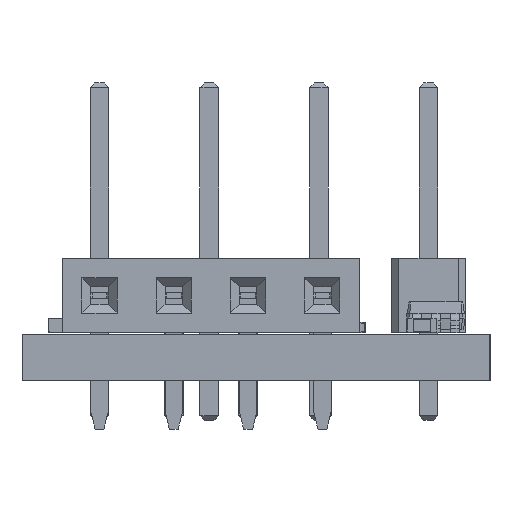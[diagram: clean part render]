
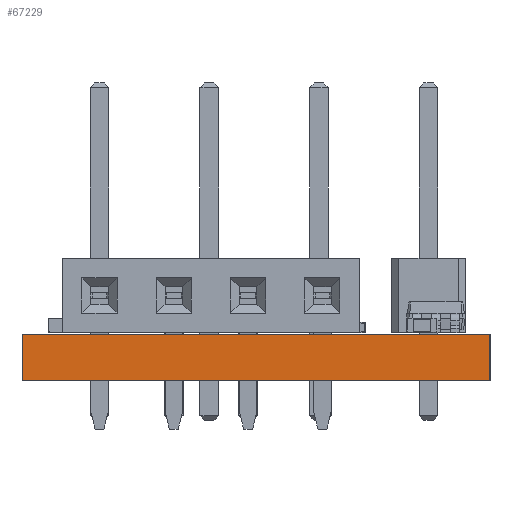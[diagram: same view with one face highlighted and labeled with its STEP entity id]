
A CAD part, left-side view. The second image highlights one B-rep face of the part: STEP entity #67229.
In plain terms, the highlighted planar face has unit normal (-1, 0, 0).
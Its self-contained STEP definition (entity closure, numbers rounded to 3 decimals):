
#67048 = PLANE('',#67049);
#67049 = AXIS2_PLACEMENT_3D('',#67050,#67051,#67052);
#67050 = CARTESIAN_POINT('',(68.,-35.5,0.));
#67051 = DIRECTION('',(0.,-1.,0.));
#67052 = DIRECTION('',(-1.,0.,0.));
#67073 = VERTEX_POINT('',#67074);
#67074 = CARTESIAN_POINT('',(20.,-35.5,1.6));
#67088 = PLANE('',#67089);
#67089 = AXIS2_PLACEMENT_3D('',#67090,#67091,#67092);
#67090 = CARTESIAN_POINT('',(44.,-27.5,1.6));
#67091 = DIRECTION('',(-0.,-0.,-1.));
#67092 = DIRECTION('',(-1.,0.,0.));
#67100 = EDGE_CURVE('',#67101,#67073,#67103,.T.);
#67101 = VERTEX_POINT('',#67102);
#67102 = CARTESIAN_POINT('',(20.,-35.5,0.));
#67103 = SURFACE_CURVE('',#67104,(#67108,#67115),.PCURVE_S1.);
#67104 = LINE('',#67105,#67106);
#67105 = CARTESIAN_POINT('',(20.,-35.5,0.));
#67106 = VECTOR('',#67107,1.);
#67107 = DIRECTION('',(0.,0.,1.));
#67108 = PCURVE('',#67048,#67109);
#67109 = DEFINITIONAL_REPRESENTATION('',(#67110),#67114);
#67110 = LINE('',#67111,#67112);
#67111 = CARTESIAN_POINT('',(48.,0.));
#67112 = VECTOR('',#67113,1.);
#67113 = DIRECTION('',(0.,-1.));
#67114 = ( GEOMETRIC_REPRESENTATION_CONTEXT(2) 
PARAMETRIC_REPRESENTATION_CONTEXT() REPRESENTATION_CONTEXT('2D SPACE',''
  ) );
#67115 = PCURVE('',#67116,#67121);
#67116 = PLANE('',#67117);
#67117 = AXIS2_PLACEMENT_3D('',#67118,#67119,#67120);
#67118 = CARTESIAN_POINT('',(20.,-35.5,0.));
#67119 = DIRECTION('',(-1.,0.,0.));
#67120 = DIRECTION('',(0.,1.,0.));
#67121 = DEFINITIONAL_REPRESENTATION('',(#67122),#67126);
#67122 = LINE('',#67123,#67124);
#67123 = CARTESIAN_POINT('',(0.,0.));
#67124 = VECTOR('',#67125,1.);
#67125 = DIRECTION('',(0.,-1.));
#67126 = ( GEOMETRIC_REPRESENTATION_CONTEXT(2) 
PARAMETRIC_REPRESENTATION_CONTEXT() REPRESENTATION_CONTEXT('2D SPACE',''
  ) );
#67142 = PLANE('',#67143);
#67143 = AXIS2_PLACEMENT_3D('',#67144,#67145,#67146);
#67144 = CARTESIAN_POINT('',(44.,-27.5,0.));
#67145 = DIRECTION('',(-0.,-0.,-1.));
#67146 = DIRECTION('',(-1.,0.,0.));
#67175 = PLANE('',#67176);
#67176 = AXIS2_PLACEMENT_3D('',#67177,#67178,#67179);
#67177 = CARTESIAN_POINT('',(20.,-19.5,0.));
#67178 = DIRECTION('',(0.,1.,0.));
#67179 = DIRECTION('',(1.,0.,0.));
#67229 = ADVANCED_FACE('',(#67230),#67116,.T.);
#67230 = FACE_BOUND('',#67231,.T.);
#67231 = EDGE_LOOP('',(#67232,#67233,#67256,#67279));
#67232 = ORIENTED_EDGE('',*,*,#67100,.T.);
#67233 = ORIENTED_EDGE('',*,*,#67234,.T.);
#67234 = EDGE_CURVE('',#67073,#67235,#67237,.T.);
#67235 = VERTEX_POINT('',#67236);
#67236 = CARTESIAN_POINT('',(20.,-19.5,1.6));
#67237 = SURFACE_CURVE('',#67238,(#67242,#67249),.PCURVE_S1.);
#67238 = LINE('',#67239,#67240);
#67239 = CARTESIAN_POINT('',(20.,-35.5,1.6));
#67240 = VECTOR('',#67241,1.);
#67241 = DIRECTION('',(0.,1.,0.));
#67242 = PCURVE('',#67116,#67243);
#67243 = DEFINITIONAL_REPRESENTATION('',(#67244),#67248);
#67244 = LINE('',#67245,#67246);
#67245 = CARTESIAN_POINT('',(0.,-1.6));
#67246 = VECTOR('',#67247,1.);
#67247 = DIRECTION('',(1.,0.));
#67248 = ( GEOMETRIC_REPRESENTATION_CONTEXT(2) 
PARAMETRIC_REPRESENTATION_CONTEXT() REPRESENTATION_CONTEXT('2D SPACE',''
  ) );
#67249 = PCURVE('',#67088,#67250);
#67250 = DEFINITIONAL_REPRESENTATION('',(#67251),#67255);
#67251 = LINE('',#67252,#67253);
#67252 = CARTESIAN_POINT('',(24.,-8.));
#67253 = VECTOR('',#67254,1.);
#67254 = DIRECTION('',(0.,1.));
#67255 = ( GEOMETRIC_REPRESENTATION_CONTEXT(2) 
PARAMETRIC_REPRESENTATION_CONTEXT() REPRESENTATION_CONTEXT('2D SPACE',''
  ) );
#67256 = ORIENTED_EDGE('',*,*,#67257,.F.);
#67257 = EDGE_CURVE('',#67258,#67235,#67260,.T.);
#67258 = VERTEX_POINT('',#67259);
#67259 = CARTESIAN_POINT('',(20.,-19.5,0.));
#67260 = SURFACE_CURVE('',#67261,(#67265,#67272),.PCURVE_S1.);
#67261 = LINE('',#67262,#67263);
#67262 = CARTESIAN_POINT('',(20.,-19.5,0.));
#67263 = VECTOR('',#67264,1.);
#67264 = DIRECTION('',(0.,0.,1.));
#67265 = PCURVE('',#67116,#67266);
#67266 = DEFINITIONAL_REPRESENTATION('',(#67267),#67271);
#67267 = LINE('',#67268,#67269);
#67268 = CARTESIAN_POINT('',(16.,0.));
#67269 = VECTOR('',#67270,1.);
#67270 = DIRECTION('',(0.,-1.));
#67271 = ( GEOMETRIC_REPRESENTATION_CONTEXT(2) 
PARAMETRIC_REPRESENTATION_CONTEXT() REPRESENTATION_CONTEXT('2D SPACE',''
  ) );
#67272 = PCURVE('',#67175,#67273);
#67273 = DEFINITIONAL_REPRESENTATION('',(#67274),#67278);
#67274 = LINE('',#67275,#67276);
#67275 = CARTESIAN_POINT('',(0.,0.));
#67276 = VECTOR('',#67277,1.);
#67277 = DIRECTION('',(0.,-1.));
#67278 = ( GEOMETRIC_REPRESENTATION_CONTEXT(2) 
PARAMETRIC_REPRESENTATION_CONTEXT() REPRESENTATION_CONTEXT('2D SPACE',''
  ) );
#67279 = ORIENTED_EDGE('',*,*,#67280,.F.);
#67280 = EDGE_CURVE('',#67101,#67258,#67281,.T.);
#67281 = SURFACE_CURVE('',#67282,(#67286,#67293),.PCURVE_S1.);
#67282 = LINE('',#67283,#67284);
#67283 = CARTESIAN_POINT('',(20.,-35.5,0.));
#67284 = VECTOR('',#67285,1.);
#67285 = DIRECTION('',(0.,1.,0.));
#67286 = PCURVE('',#67116,#67287);
#67287 = DEFINITIONAL_REPRESENTATION('',(#67288),#67292);
#67288 = LINE('',#67289,#67290);
#67289 = CARTESIAN_POINT('',(0.,0.));
#67290 = VECTOR('',#67291,1.);
#67291 = DIRECTION('',(1.,0.));
#67292 = ( GEOMETRIC_REPRESENTATION_CONTEXT(2) 
PARAMETRIC_REPRESENTATION_CONTEXT() REPRESENTATION_CONTEXT('2D SPACE',''
  ) );
#67293 = PCURVE('',#67142,#67294);
#67294 = DEFINITIONAL_REPRESENTATION('',(#67295),#67299);
#67295 = LINE('',#67296,#67297);
#67296 = CARTESIAN_POINT('',(24.,-8.));
#67297 = VECTOR('',#67298,1.);
#67298 = DIRECTION('',(0.,1.));
#67299 = ( GEOMETRIC_REPRESENTATION_CONTEXT(2) 
PARAMETRIC_REPRESENTATION_CONTEXT() REPRESENTATION_CONTEXT('2D SPACE',''
  ) );
